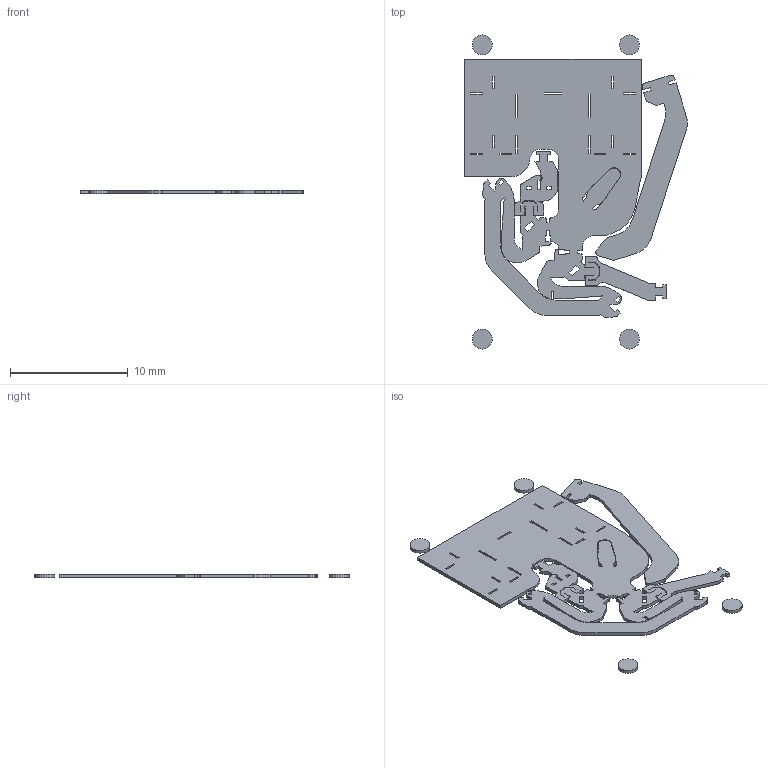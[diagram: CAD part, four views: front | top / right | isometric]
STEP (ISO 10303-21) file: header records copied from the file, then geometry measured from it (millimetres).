
FILE_DESCRIPTION(/* description */ (''),/* implementation_level */ '2;1');
FILE_NAME(/* name */ 'cut_release_20211028.step',/* time_stamp */ '2021-10-28T18:52:40-06:00',/* author */ (''),/* organization */ (''),/* preprocessor_version */ 'ST-DEVELOPER v18.1',/* originating_system */ 'Autodesk Translation Framework v10.10.0.1391',/* authorisation */ '');
FILE_SCHEMA (('AUTOMOTIVE_DESIGN { 1 0 10303 214 3 1 1 }'));
Length unit declared in the file: millimetre
Products named in the file (2): a_Leg_2D_cut_20210727; ReleaseCut
Assembly tree (1 placements, depth 2):
  a_Leg_2D_cut_20210727
    ReleaseCut
Bounding box: 18.92 x 26.7 x 0.3 mm (x, y, z)
Volume: 89.3 mm3; surface area: 699.2 mm2
Topology: 6 solids, 6 shells, 418 faces, 1218 edges, 812 vertices
Faces by surface type: plane 318, cylinder 100
Full cylindrical faces by diameter (mm): 1.7 x4
Entity records: 13878 total; most frequent: CARTESIAN_POINT 2451, ORIENTED_EDGE 2436, DIRECTION 2260, EDGE_CURVE 1218, LINE 1018, VECTOR 1018, VERTEX_POINT 812, AXIS2_PLACEMENT_3D 621
